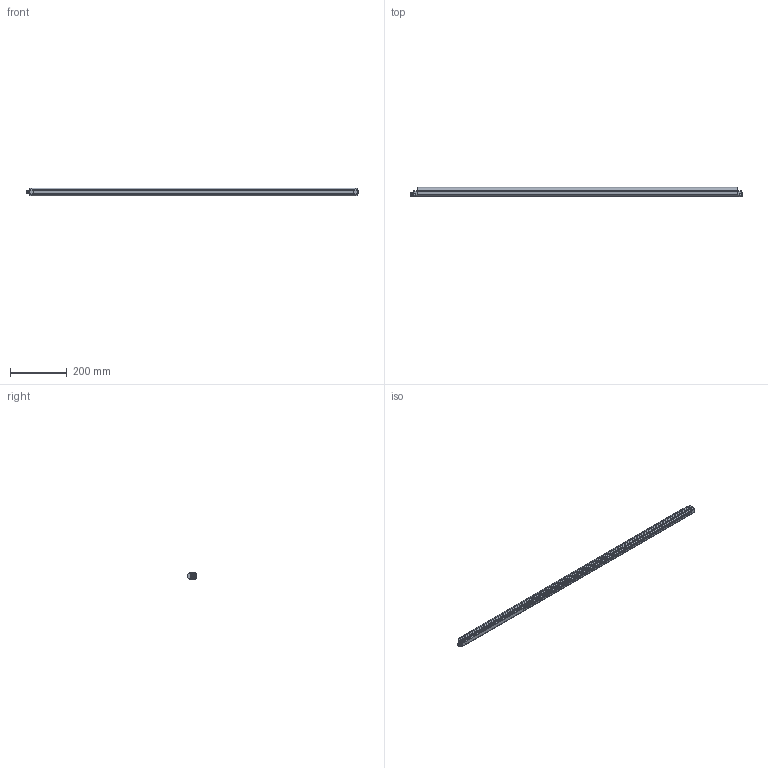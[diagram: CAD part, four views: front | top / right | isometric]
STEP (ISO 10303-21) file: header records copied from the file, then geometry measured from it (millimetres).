
FILE_DESCRIPTION((''),'2;1');
FILE_NAME('167025_SW','2012-09-04T',('banengservice'),('BANNER ENGINEERING'),'PRO/ENGINEER BY PARAMETRIC TECHNOLOGY CORPORATION, 2009141','PRO/ENGINEER BY PARAMETRIC TECHNOLOGY CORPORATION, 2009141','');
FILE_SCHEMA(('CONFIG_CONTROL_DESIGN'));
Length unit declared in the file: inch
Products named in the file (1): 167025_SW
Bounding box: 1173 x 32.19 x 28 mm (x, y, z)
Volume: 498336.8 mm3; surface area: 306056.6 mm2
Topology: 1 solids, 1 shells, 659 faces, 1597 edges, 948 vertices
Faces by surface type: plane 194, cylinder 189, cone 107, torus 83, bspline 74, sphere 12
Entity records: 27881 total; most frequent: CARTESIAN_POINT 12757, DIRECTION 3221, ORIENTED_EDGE 3178, EDGE_CURVE 1589, AXIS2_PLACEMENT_3D 1294, VERTEX_POINT 948, CIRCLE 709, EDGE_LOOP 687
